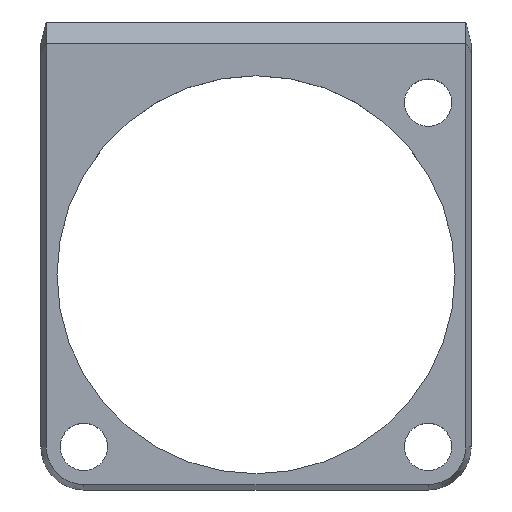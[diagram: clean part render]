
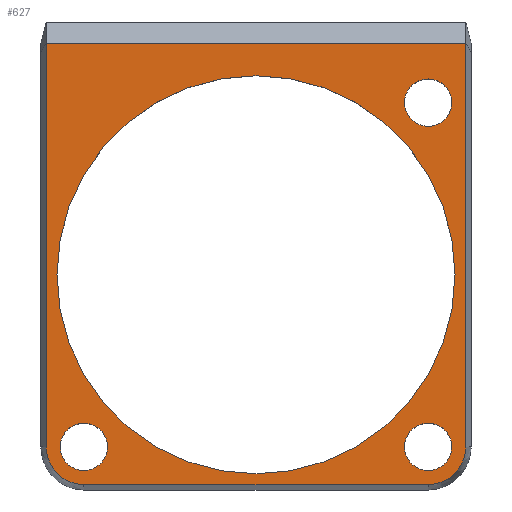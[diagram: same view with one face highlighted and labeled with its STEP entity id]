
A CAD part, top view. The second image highlights one B-rep face of the part: STEP entity #627.
In plain terms, the highlighted planar face has unit normal (0, 0, 1).
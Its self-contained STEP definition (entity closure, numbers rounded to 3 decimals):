
#19=FACE_BOUND('',#119,.T.);
#20=FACE_BOUND('',#120,.T.);
#21=FACE_BOUND('',#121,.T.);
#22=FACE_BOUND('',#122,.T.);
#36=CIRCLE('',#662,3.5);
#38=CIRCLE('',#668,3.5);
#45=CIRCLE('',#687,18.5);
#46=CIRCLE('',#688,2.2);
#47=CIRCLE('',#689,2.2);
#48=CIRCLE('',#690,2.2);
#79=FACE_OUTER_BOUND('',#118,.T.);
#118=EDGE_LOOP('',(#522,#523,#524,#525,#526,#527));
#119=EDGE_LOOP('',(#528));
#120=EDGE_LOOP('',(#529));
#121=EDGE_LOOP('',(#530));
#122=EDGE_LOOP('',(#531));
#162=LINE('',#934,#229);
#169=LINE('',#952,#236);
#173=LINE('',#963,#240);
#194=LINE('',#1015,#261);
#229=VECTOR('',#748,10.);
#236=VECTOR('',#765,10.);
#240=VECTOR('',#779,10.);
#261=VECTOR('',#830,10.);
#274=VERTEX_POINT('',#887);
#287=VERTEX_POINT('',#924);
#290=VERTEX_POINT('',#932);
#292=VERTEX_POINT('',#938);
#296=VERTEX_POINT('',#950);
#298=VERTEX_POINT('',#959);
#315=VERTEX_POINT('',#1020);
#316=VERTEX_POINT('',#1022);
#317=VERTEX_POINT('',#1024);
#318=VERTEX_POINT('',#1026);
#348=EDGE_CURVE('',#290,#287,#162,.T.);
#351=EDGE_CURVE('',#292,#290,#36,.T.);
#357=EDGE_CURVE('',#296,#292,#169,.T.);
#362=EDGE_CURVE('',#298,#296,#38,.T.);
#363=EDGE_CURVE('',#274,#298,#173,.T.);
#390=EDGE_CURVE('',#287,#274,#194,.T.);
#393=EDGE_CURVE('',#315,#315,#45,.T.);
#394=EDGE_CURVE('',#316,#316,#46,.T.);
#395=EDGE_CURVE('',#317,#317,#47,.T.);
#396=EDGE_CURVE('',#318,#318,#48,.T.);
#522=ORIENTED_EDGE('',*,*,#363,.F.);
#523=ORIENTED_EDGE('',*,*,#390,.F.);
#524=ORIENTED_EDGE('',*,*,#348,.F.);
#525=ORIENTED_EDGE('',*,*,#351,.F.);
#526=ORIENTED_EDGE('',*,*,#357,.F.);
#527=ORIENTED_EDGE('',*,*,#362,.F.);
#528=ORIENTED_EDGE('',*,*,#393,.F.);
#529=ORIENTED_EDGE('',*,*,#394,.F.);
#530=ORIENTED_EDGE('',*,*,#395,.F.);
#531=ORIENTED_EDGE('',*,*,#396,.F.);
#598=PLANE('',#686);
#627=ADVANCED_FACE('',(#79,#19,#20,#21,#22),#598,.T.);
#662=AXIS2_PLACEMENT_3D('',#940,#754,#755);
#668=AXIS2_PLACEMENT_3D('',#961,#775,#776);
#686=AXIS2_PLACEMENT_3D('',#1019,#835,#836);
#687=AXIS2_PLACEMENT_3D('',#1021,#837,#838);
#688=AXIS2_PLACEMENT_3D('',#1023,#839,#840);
#689=AXIS2_PLACEMENT_3D('',#1025,#841,#842);
#690=AXIS2_PLACEMENT_3D('',#1027,#843,#844);
#748=DIRECTION('',(0.,1.,0.));
#754=DIRECTION('center_axis',(0.,0.,-1.));
#755=DIRECTION('ref_axis',(-0.707,-0.707,0.));
#765=DIRECTION('',(-1.,0.,0.));
#775=DIRECTION('center_axis',(0.,0.,-1.));
#776=DIRECTION('ref_axis',(0.707,-0.707,0.));
#779=DIRECTION('',(0.,-1.,0.));
#830=DIRECTION('',(1.,0.,0.));
#835=DIRECTION('center_axis',(0.,0.,1.));
#836=DIRECTION('ref_axis',(1.,0.,0.));
#837=DIRECTION('center_axis',(0.,0.,1.));
#838=DIRECTION('ref_axis',(-1.,0.,0.));
#839=DIRECTION('center_axis',(0.,0.,1.));
#840=DIRECTION('ref_axis',(-1.,0.,0.));
#841=DIRECTION('center_axis',(0.,0.,1.));
#842=DIRECTION('ref_axis',(-1.,0.,0.));
#843=DIRECTION('center_axis',(0.,0.,1.));
#844=DIRECTION('ref_axis',(-1.,0.,0.));
#887=CARTESIAN_POINT('',(243.082,559.225,-151.));
#924=CARTESIAN_POINT('',(204.082,559.225,-151.));
#932=CARTESIAN_POINT('',(204.082,521.725,-151.));
#934=CARTESIAN_POINT('',(204.082,557.725,-151.));
#938=CARTESIAN_POINT('',(207.582,518.225,-151.));
#940=CARTESIAN_POINT('Origin',(207.582,521.725,-151.));
#950=CARTESIAN_POINT('',(239.582,518.225,-151.));
#952=CARTESIAN_POINT('',(205.582,518.225,-151.));
#959=CARTESIAN_POINT('',(243.082,521.725,-151.));
#961=CARTESIAN_POINT('Origin',(239.582,521.725,-151.));
#963=CARTESIAN_POINT('',(243.082,557.725,-151.));
#1015=CARTESIAN_POINT('',(221.582,559.225,-151.));
#1019=CARTESIAN_POINT('Origin',(203.582,557.725,-151.));
#1020=CARTESIAN_POINT('',(242.082,537.725,-151.));
#1021=CARTESIAN_POINT('Origin',(223.582,537.725,-151.));
#1022=CARTESIAN_POINT('',(241.782,521.725,-151.));
#1023=CARTESIAN_POINT('Origin',(239.582,521.725,-151.));
#1024=CARTESIAN_POINT('',(209.782,521.725,-151.));
#1025=CARTESIAN_POINT('Origin',(207.582,521.725,-151.));
#1026=CARTESIAN_POINT('',(241.782,553.725,-151.));
#1027=CARTESIAN_POINT('Origin',(239.582,553.725,-151.));
